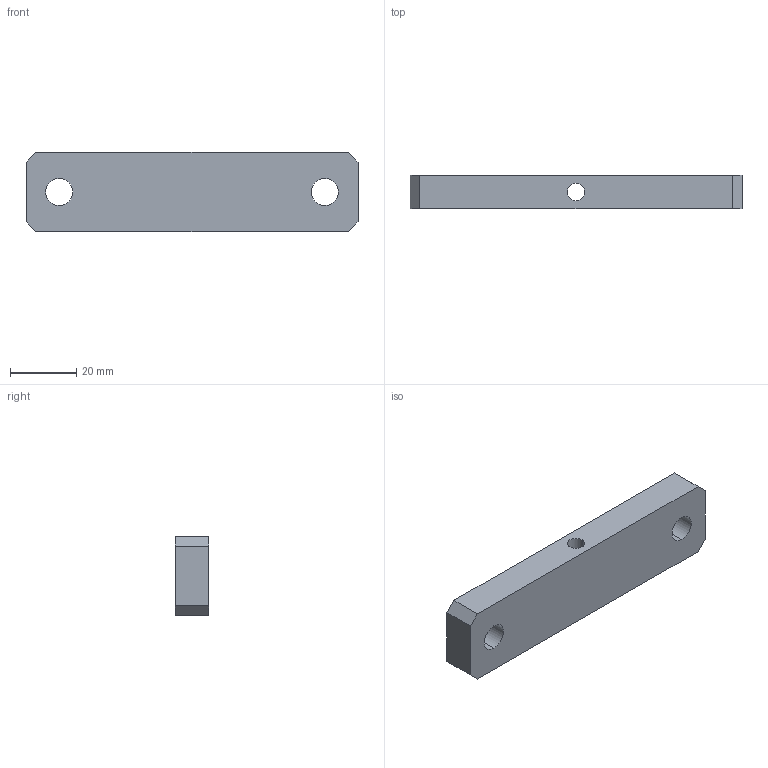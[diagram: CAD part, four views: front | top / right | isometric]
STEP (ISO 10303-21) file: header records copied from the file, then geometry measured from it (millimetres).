
FILE_DESCRIPTION (( 'STEP AP214' ), '1' );
FILE_NAME ('K4-BLOCAGE RESSORT.STEP', '2022-05-23T19:24:20', ( '' ), ( '' ), 'SwSTEP 2.0', 'SolidWorks 2021', '' );
FILE_SCHEMA (( 'AUTOMOTIVE_DESIGN' ));
Length unit declared in the file: millimetre
Products named in the file (1): K4-BLOCAGE RESSORT
Bounding box: 100 x 10 x 24 mm (x, y, z)
Volume: 21545.4 mm3; surface area: 8014.5 mm2
Topology: 1 solids, 1 shells, 22 faces, 57 edges, 38 vertices
Faces by surface type: plane 13, cylinder 9
Entity records: 725 total; most frequent: DIRECTION 121, CARTESIAN_POINT 118, ORIENTED_EDGE 114, EDGE_CURVE 57, AXIS2_PLACEMENT_3D 41, LINE 39, VECTOR 39, VERTEX_POINT 38
